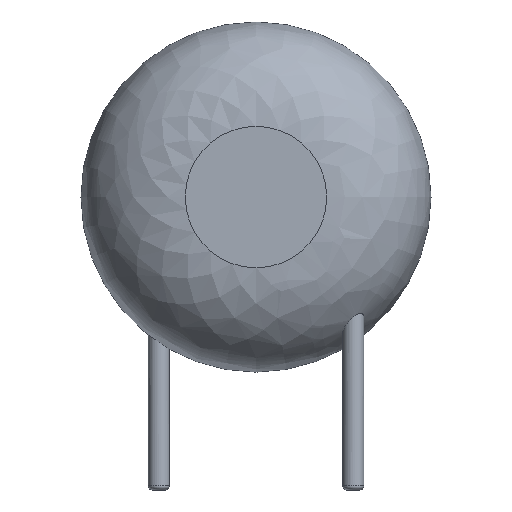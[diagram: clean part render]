
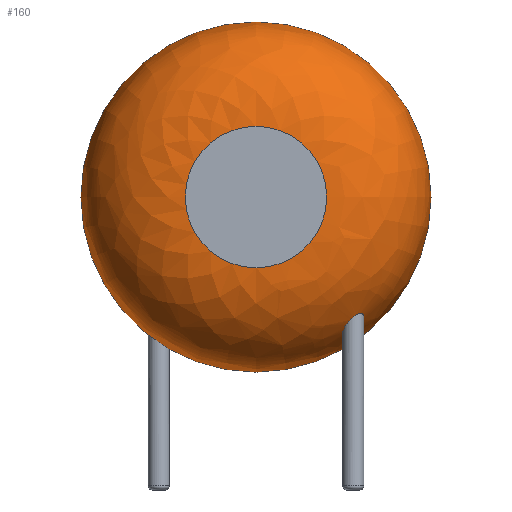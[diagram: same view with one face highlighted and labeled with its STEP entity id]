
A CAD part, front view. The second image highlights one B-rep face of the part: STEP entity #160.
In plain terms, the highlighted face is a revolution surface.
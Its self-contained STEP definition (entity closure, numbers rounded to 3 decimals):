
#24 = VERTEX_POINT('',#25);
#25 = CARTESIAN_POINT('',(7.,-1.467,4.53));
#31 = EDGE_CURVE('',#24,#24,#32,.T.);
#32 = CIRCLE('',#33,4.5);
#33 = AXIS2_PLACEMENT_3D('',#34,#35,#36);
#34 = CARTESIAN_POINT('',(2.5,-1.467,4.53));
#35 = DIRECTION('',(0.,-1.,0.));
#36 = DIRECTION('',(1.,0.,0.));
#160 = ADVANCED_FACE('',(#161,#181),#249,.T.);
#161 = FACE_BOUND('',#162,.T.);
#162 = EDGE_LOOP('',(#163,#164,#173,#180));
#163 = ORIENTED_EDGE('',*,*,#31,.T.);
#164 = ORIENTED_EDGE('',*,*,#165,.T.);
#165 = EDGE_CURVE('',#24,#166,#168,.T.);
#166 = VERTEX_POINT('',#167);
#167 = CARTESIAN_POINT('',(4.317,-4.15,4.53));
#168 = CIRCLE('',#169,2.683);
#169 = AXIS2_PLACEMENT_3D('',#170,#171,#172);
#170 = CARTESIAN_POINT('',(4.317,-1.467,4.53));
#171 = DIRECTION('',(0.,0.,-1.));
#172 = DIRECTION('',(1.,0.,0.));
#173 = ORIENTED_EDGE('',*,*,#174,.F.);
#174 = EDGE_CURVE('',#166,#166,#175,.T.);
#175 = CIRCLE('',#176,1.817);
#176 = AXIS2_PLACEMENT_3D('',#177,#178,#179);
#177 = CARTESIAN_POINT('',(2.5,-4.15,4.53));
#178 = DIRECTION('',(0.,-1.,0.));
#179 = DIRECTION('',(1.,0.,0.));
#180 = ORIENTED_EDGE('',*,*,#165,.F.);
#181 = FACE_BOUND('',#182,.T.);
#182 = EDGE_LOOP('',(#183,#202));
#183 = ORIENTED_EDGE('',*,*,#184,.T.);
#184 = EDGE_CURVE('',#185,#187,#189,.T.);
#185 = VERTEX_POINT('',#186);
#186 = CARTESIAN_POINT('',(5.27,-2.8,1.446));
#187 = VERTEX_POINT('',#188);
#188 = CARTESIAN_POINT('',(5.021,-2.531,1.071)
);
#189 = B_SPLINE_CURVE_WITH_KNOTS('',6,(#190,#191,#192,#193,#194,#195,
#196,#197,#198,#199,#200,#201),.UNSPECIFIED.,.F.,.F.,(7,5,7),(
0.,0.47,1.),.UNSPECIFIED.);
#190 = CARTESIAN_POINT('',(5.27,-2.8,1.446));
#191 = CARTESIAN_POINT('',(5.27,-2.768,1.421));
#192 = CARTESIAN_POINT('',(5.265,-2.736,1.394)
);
#193 = CARTESIAN_POINT('',(5.257,-2.706,1.365)
);
#194 = CARTESIAN_POINT('',(5.244,-2.677,1.334
));
#195 = CARTESIAN_POINT('',(5.227,-2.651,1.303
));
#196 = CARTESIAN_POINT('',(5.185,-2.6,1.236)
);
#197 = CARTESIAN_POINT('',(5.158,-2.577,1.201)
);
#198 = CARTESIAN_POINT('',(5.128,-2.557,1.165
));
#199 = CARTESIAN_POINT('',(5.094,-2.543,1.131
));
#200 = CARTESIAN_POINT('',(5.058,-2.534,1.1)
);
#201 = CARTESIAN_POINT('',(5.021,-2.531,1.071)
);
#202 = ORIENTED_EDGE('',*,*,#203,.T.);
#203 = EDGE_CURVE('',#187,#185,#204,.T.);
#204 = B_SPLINE_CURVE_WITH_KNOTS('',7,(#205,#206,#207,#208,#209,#210,
#211,#212,#213,#214,#215,#216,#217,#218,#219,#220,#221,#222,#223,
#224,#225,#226,#227,#228,#229,#230,#231,#232,#233,#234,#235,#236,
#237,#238,#239,#240,#241,#242,#243,#244,#245,#246,#247,#248),
.UNSPECIFIED.,.F.,.F.,(8,6,6,6,6,6,6,8),(0.,0.198,
0.366,0.526,0.675,0.817,
0.927,1.),.UNSPECIFIED.);
#205 = CARTESIAN_POINT('',(5.021,-2.531,1.071)
);
#206 = CARTESIAN_POINT('',(4.985,-2.528,1.043)
);
#207 = CARTESIAN_POINT('',(4.947,-2.531,1.018
));
#208 = CARTESIAN_POINT('',(4.909,-2.54,0.997
));
#209 = CARTESIAN_POINT('',(4.873,-2.555,0.98
));
#210 = CARTESIAN_POINT('',(4.839,-2.577,0.97
));
#211 = CARTESIAN_POINT('',(4.81,-2.604,0.966
));
#212 = CARTESIAN_POINT('',(4.767,-2.66,0.97)
);
#213 = CARTESIAN_POINT('',(4.75,-2.689,0.977
));
#214 = CARTESIAN_POINT('',(4.739,-2.719,0.987
));
#215 = CARTESIAN_POINT('',(4.731,-2.75,1.002
));
#216 = CARTESIAN_POINT('',(4.728,-2.781,1.021)
);
#217 = CARTESIAN_POINT('',(4.729,-2.812,1.042
));
#218 = CARTESIAN_POINT('',(4.738,-2.869,1.089
));
#219 = CARTESIAN_POINT('',(4.745,-2.897,1.114
));
#220 = CARTESIAN_POINT('',(4.756,-2.923,1.141
));
#221 = CARTESIAN_POINT('',(4.77,-2.947,1.169)
);
#222 = CARTESIAN_POINT('',(4.787,-2.969,1.199
));
#223 = CARTESIAN_POINT('',(4.805,-2.989,1.229
));
#224 = CARTESIAN_POINT('',(4.846,-3.023,1.287)
);
#225 = CARTESIAN_POINT('',(4.867,-3.037,1.315
));
#226 = CARTESIAN_POINT('',(4.89,-3.049,1.342)
);
#227 = CARTESIAN_POINT('',(4.915,-3.059,1.37)
);
#228 = CARTESIAN_POINT('',(4.94,-3.066,1.396)
);
#229 = CARTESIAN_POINT('',(4.967,-3.069,1.42)
);
#230 = CARTESIAN_POINT('',(5.02,-3.071,1.464
));
#231 = CARTESIAN_POINT('',(5.046,-3.068,1.484)
);
#232 = CARTESIAN_POINT('',(5.072,-3.063,1.501
));
#233 = CARTESIAN_POINT('',(5.099,-3.054,1.515
));
#234 = CARTESIAN_POINT('',(5.124,-3.043,1.526
));
#235 = CARTESIAN_POINT('',(5.148,-3.028,1.532
));
#236 = CARTESIAN_POINT('',(5.186,-2.997,1.537
));
#237 = CARTESIAN_POINT('',(5.201,-2.982,1.537
));
#238 = CARTESIAN_POINT('',(5.215,-2.966,1.535)
);
#239 = CARTESIAN_POINT('',(5.228,-2.948,1.53)
);
#240 = CARTESIAN_POINT('',(5.238,-2.93,1.524
));
#241 = CARTESIAN_POINT('',(5.247,-2.911,1.516
));
#242 = CARTESIAN_POINT('',(5.258,-2.879,1.499
));
#243 = CARTESIAN_POINT('',(5.262,-2.866,1.492
));
#244 = CARTESIAN_POINT('',(5.265,-2.853,1.483
));
#245 = CARTESIAN_POINT('',(5.268,-2.84,1.475)
);
#246 = CARTESIAN_POINT('',(5.269,-2.826,1.466)
);
#247 = CARTESIAN_POINT('',(5.27,-2.813,1.456));
#248 = CARTESIAN_POINT('',(5.27,-2.8,1.446));
#249 = SURFACE_OF_REVOLUTION('',#250,#263);
#250 = B_SPLINE_CURVE_WITH_KNOTS('',6,(#251,#252,#253,#254,#255,#256,
#257,#258,#259,#260,#261,#262),.UNSPECIFIED.,.F.,.F.,(7,5,7),(
0.,0.785,1.571),.UNSPECIFIED.);
#251 = CARTESIAN_POINT('',(7.,-1.467,4.53));
#252 = CARTESIAN_POINT('',(7.,-1.818,4.53));
#253 = CARTESIAN_POINT('',(6.945,-2.169,4.53));
#254 = CARTESIAN_POINT('',(6.835,-2.51,4.53));
#255 = CARTESIAN_POINT('',(6.672,-2.829,4.53));
#256 = CARTESIAN_POINT('',(6.463,-3.116,4.53));
#257 = CARTESIAN_POINT('',(5.966,-3.613,4.53));
#258 = CARTESIAN_POINT('',(5.679,-3.822,4.53));
#259 = CARTESIAN_POINT('',(5.36,-3.985,4.53));
#260 = CARTESIAN_POINT('',(5.019,-4.095,4.53));
#261 = CARTESIAN_POINT('',(4.668,-4.15,4.53));
#262 = CARTESIAN_POINT('',(4.317,-4.15,4.53));
#263 = AXIS1_PLACEMENT('',#264,#265);
#264 = CARTESIAN_POINT('',(2.5,-1.467,4.53));
#265 = DIRECTION('',(0.,-1.,0.));
